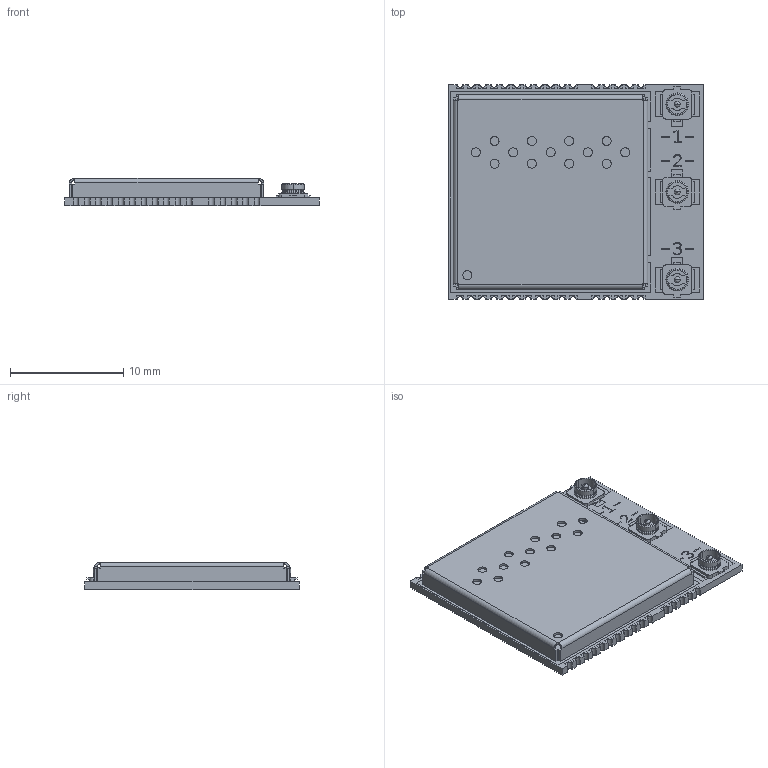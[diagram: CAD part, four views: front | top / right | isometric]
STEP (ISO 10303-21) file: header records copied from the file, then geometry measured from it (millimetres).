
FILE_DESCRIPTION (( 'STEP AP214' ), '1' );
FILE_NAME ('TT-SF1b.STEP', '2020-08-21T08:25:20', ( '' ), ( '' ), 'SwSTEP 2.0', 'SolidWorks 2019', '' );
FILE_SCHEMA (( 'AUTOMOTIVE_DESIGN' ));
Length unit declared in the file: millimetre
Products named in the file (4): TT-SF1b; PCB_SF1b; MC_shield_3D; U.FL-R-SMT-1
Assembly tree (5 placements, depth 2):
  TT-SF1b
    PCB_SF1b
    MC_shield_3D
    U.FL-R-SMT-1  x3
Bounding box: 22.5 x 19 x 2.4 mm (x, y, z)
Volume: 383.2 mm3; surface area: 1786.6 mm2
Topology: 5 solids, 5 shells, 758 faces, 2092 edges, 1374 vertices
Faces by surface type: plane 568, cylinder 125, bspline 41, cone 18, torus 6
Entity records: 24168 total; most frequent: CARTESIAN_POINT 5363, ORIENTED_EDGE 3612, DIRECTION 3144, EDGE_CURVE 1806, VECTOR 1530, LINE 1530, VERTEX_POINT 1190, AXIS2_PLACEMENT_3D 807
